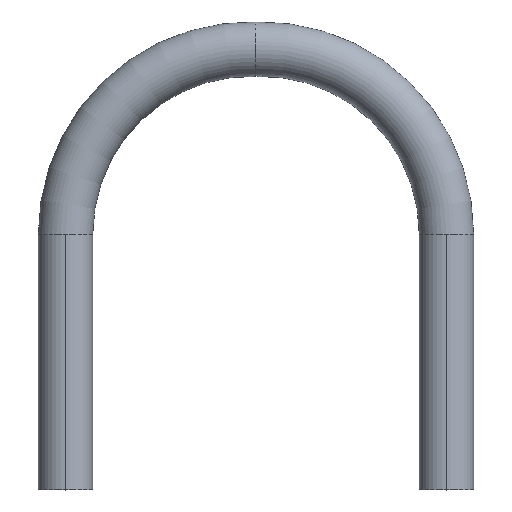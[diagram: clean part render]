
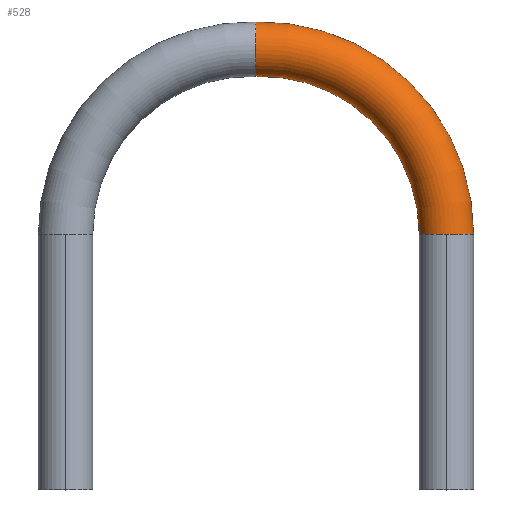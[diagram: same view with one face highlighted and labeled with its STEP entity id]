
A CAD part, top view. The second image highlights one B-rep face of the part: STEP entity #528.
In plain terms, the highlighted toroidal (fillet/blend) face has major radius 85 mm and minor radius 12.5 mm.
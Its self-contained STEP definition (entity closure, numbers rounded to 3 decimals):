
#4 = B_SPLINE_CURVE_WITH_KNOTS ( 'NONE', 3,
 ( #292, #294, #298, #299, #300, #301, #302, #303, #304, #305, #306, #308, #309, #310, #311, #312, #313, #314, #315, #316, #318, #320, #322, #323, #325, #326, #327, #328, #329, #330, #331, #333, #337, #338, #339, #340, #341, #342, #343, #485, #345, #358, #336, #214, #212, #211, #210 ),
 .UNSPECIFIED., .F., .F.,
 ( 4, 2, 2, 2, 2, 2, 2, 2, 2, 2, 2, 2, 2, 2, 2, 1, 2, 2, 2, 2, 2, 2, 2, 4 ),
 ( 0.03, 0.032, 0.033, 0.035, 0.037, 0.038, 0.039, 0.042, 0.044, 0.046, 0.047, 0.049, 0.052, 0.054, 0.055, 0.057, 0.058, 0.059, 0.061, 0.063, 0.064, 0.066, 0.068, 0.069 ),
 .UNSPECIFIED. ) ;
#26 = AXIS2_PLACEMENT_3D ( 'NONE', #130, #136, #125 ) ;
#48 = AXIS2_PLACEMENT_3D ( 'NONE', #190, #189, #188 ) ;
#50 = AXIS2_PLACEMENT_3D ( 'NONE', #201, #200, #199 ) ;
#55 = AXIS2_PLACEMENT_3D ( 'NONE', #284, #285, #287 ) ;
#75 = AXIS2_PLACEMENT_3D ( 'NONE', #178, #474, #213 ) ;
#85 = EDGE_CURVE ( 'NONE', #595, #623, #584, .T. ) ;
#113 = EDGE_CURVE ( 'NONE', #597, #627, #555, .T. ) ;
#116 = EDGE_CURVE ( 'NONE', #623, #625, #4, .T. ) ;
#118 = EDGE_CURVE ( 'NONE', #597, #625, #551, .T. ) ;
#121 = EDGE_CURVE ( 'NONE', #627, #595, #543, .T. ) ;
#124 = CARTESIAN_POINT ( 'NONE',  ( 12.5, 117.5, 0. ) ) ;
#125 = DIRECTION ( 'NONE',  ( 1., 0., 0. ) ) ;
#126 = CARTESIAN_POINT ( 'NONE',  ( -12.5, 117.5, 0. ) ) ;
#130 = CARTESIAN_POINT ( 'NONE',  ( -85., 117.5, 0. ) ) ;
#136 = DIRECTION ( 'NONE',  ( 0., 0., 1. ) ) ;
#178 = CARTESIAN_POINT ( 'NONE',  ( -85., 117.5, 0. ) ) ;
#188 = DIRECTION ( 'NONE',  ( -1., 0., 0. ) ) ;
#189 = DIRECTION ( 'NONE',  ( 0., 1., 0. ) ) ;
#190 = CARTESIAN_POINT ( 'NONE',  ( 0., 117.5, 0. ) ) ;
#199 = DIRECTION ( 'NONE',  ( 1., 0., 0. ) ) ;
#200 = DIRECTION ( 'NONE',  ( 0., 0., 1. ) ) ;
#201 = CARTESIAN_POINT ( 'NONE',  ( -85., 117.5, 0. ) ) ;
#210 = CARTESIAN_POINT ( 'NONE',  ( -87.5, 189.957, 0. ) ) ;
#211 = CARTESIAN_POINT ( 'NONE',  ( -87.5, 189.957, 0.408 ) ) ;
#212 = CARTESIAN_POINT ( 'NONE',  ( -87.5, 189.977, 0.816 ) ) ;
#213 = DIRECTION ( 'NONE',  ( 1., 0., 0. ) ) ;
#214 = CARTESIAN_POINT ( 'NONE',  ( -87.5, 190.057, 1.635 ) ) ;
#284 = CARTESIAN_POINT ( 'NONE',  ( 0., 117.5, 0. ) ) ;
#285 = DIRECTION ( 'NONE',  ( 0., 1., 0. ) ) ;
#287 = DIRECTION ( 'NONE',  ( -1., 0., 0. ) ) ;
#292 = CARTESIAN_POINT ( 'NONE',  ( -87.5, 214.968, 0. ) ) ;
#294 = CARTESIAN_POINT ( 'NONE',  ( -87.5, 214.968, 0.823 ) ) ;
#298 = CARTESIAN_POINT ( 'NONE',  ( -87.5, 214.887, 1.635 ) ) ;
#299 = CARTESIAN_POINT ( 'NONE',  ( -87.5, 214.649, 2.834 ) ) ;
#300 = CARTESIAN_POINT ( 'NONE',  ( -87.5, 214.55, 3.231 ) ) ;
#301 = CARTESIAN_POINT ( 'NONE',  ( -87.5, 214.311, 4.019 ) ) ;
#302 = CARTESIAN_POINT ( 'NONE',  ( -87.5, 214.172, 4.408 ) ) ;
#303 = CARTESIAN_POINT ( 'NONE',  ( -87.5, 213.702, 5.542 ) ) ;
#304 = CARTESIAN_POINT ( 'NONE',  ( -87.5, 213.318, 6.26 ) ) ;
#305 = CARTESIAN_POINT ( 'NONE',  ( -87.5, 212.636, 7.281 ) ) ;
#306 = CARTESIAN_POINT ( 'NONE',  ( -87.5, 212.389, 7.614 ) ) ;
#308 = CARTESIAN_POINT ( 'NONE',  ( -87.5, 211.867, 8.249 ) ) ;
#309 = CARTESIAN_POINT ( 'NONE',  ( -87.5, 211.593, 8.552 ) ) ;
#310 = CARTESIAN_POINT ( 'NONE',  ( -87.5, 210.728, 9.416 ) ) ;
#311 = CARTESIAN_POINT ( 'NONE',  ( -87.5, 210.098, 9.934 ) ) ;
#312 = CARTESIAN_POINT ( 'NONE',  ( -87.5, 208.726, 10.851 ) ) ;
#313 = CARTESIAN_POINT ( 'NONE',  ( -87.5, 208.003, 11.236 ) ) ;
#314 = CARTESIAN_POINT ( 'NONE',  ( -87.5, 206.874, 11.704 ) ) ;
#315 = CARTESIAN_POINT ( 'NONE',  ( -87.5, 206.49, 11.841 ) ) ;
#316 = CARTESIAN_POINT ( 'NONE',  ( -87.5, 205.705, 12.08 ) ) ;
#318 = CARTESIAN_POINT ( 'NONE',  ( -87.5, 205.303, 12.18 ) ) ;
#320 = CARTESIAN_POINT ( 'NONE',  ( -87.5, 204.096, 12.42 ) ) ;
#322 = CARTESIAN_POINT ( 'NONE',  ( -87.5, 203.285, 12.5 ) ) ;
#323 = CARTESIAN_POINT ( 'NONE',  ( -87.5, 201.652, 12.5 ) ) ;
#325 = CARTESIAN_POINT ( 'NONE',  ( -87.5, 200.823, 12.419 ) ) ;
#326 = CARTESIAN_POINT ( 'NONE',  ( -87.5, 199.222, 12.1 ) ) ;
#327 = CARTESIAN_POINT ( 'NONE',  ( -87.5, 198.442, 11.865 ) ) ;
#328 = CARTESIAN_POINT ( 'NONE',  ( -87.5, 197.303, 11.394 ) ) ;
#329 = CARTESIAN_POINT ( 'NONE',  ( -87.5, 196.929, 11.217 ) ) ;
#330 = CARTESIAN_POINT ( 'NONE',  ( -87.5, 196.206, 10.831 ) ) ;
#331 = CARTESIAN_POINT ( 'NONE',  ( -87.5, 195.506, 10.411 ) ) ;
#333 = CARTESIAN_POINT ( 'NONE',  ( -87.5, 194.851, 9.926 ) ) ;
#336 = CARTESIAN_POINT ( 'NONE',  ( -87.5, 190.118, 2.044 ) ) ;
#337 = CARTESIAN_POINT ( 'NONE',  ( -87.5, 194.219, 9.408 ) ) ;
#338 = CARTESIAN_POINT ( 'NONE',  ( -87.5, 193.913, 9.131 ) ) ;
#339 = CARTESIAN_POINT ( 'NONE',  ( -87.5, 193.038, 8.258 ) ) ;
#340 = CARTESIAN_POINT ( 'NONE',  ( -87.5, 192.521, 7.627 ) ) ;
#341 = CARTESIAN_POINT ( 'NONE',  ( -87.5, 191.841, 6.611 ) ) ;
#342 = CARTESIAN_POINT ( 'NONE',  ( -87.5, 191.631, 6.26 ) ) ;
#343 = CARTESIAN_POINT ( 'NONE',  ( -87.5, 191.242, 5.535 ) ) ;
#345 = CARTESIAN_POINT ( 'NONE',  ( -87.5, 190.595, 4.027 ) ) ;
#358 = CARTESIAN_POINT ( 'NONE',  ( -87.5, 190.359, 3.248 ) ) ;
#410 = CARTESIAN_POINT ( 'NONE',  ( 0., 117.5, 12.5 ) ) ;
#436 = CARTESIAN_POINT ( 'NONE',  ( -87.5, 214.968, 0. ) ) ;
#474 = DIRECTION ( 'NONE',  ( 0., 0., 1. ) ) ;
#485 = CARTESIAN_POINT ( 'NONE',  ( -87.5, 191.065, 5.161 ) ) ;
#505 = CARTESIAN_POINT ( 'NONE',  ( -87.5, 189.957, 0. ) ) ;
#528 = ADVANCED_FACE ( 'NONE', ( #753 ), #752, .T. ) ;
#543 = CIRCLE ( 'NONE', #48, 12.5 ) ;
#551 = CIRCLE ( 'NONE', #50, 72.5 ) ;
#555 = CIRCLE ( 'NONE', #55, 12.5 ) ;
#584 = CIRCLE ( 'NONE', #75, 97.5 ) ;
#595 = VERTEX_POINT ( 'NONE', #124 ) ;
#597 = VERTEX_POINT ( 'NONE', #126 ) ;
#610 = EDGE_LOOP ( 'NONE', ( #619, #687, #737, #677, #696 ) ) ;
#619 = ORIENTED_EDGE ( 'NONE', *, *, #121, .T. ) ;
#623 = VERTEX_POINT ( 'NONE', #436 ) ;
#625 = VERTEX_POINT ( 'NONE', #505 ) ;
#627 = VERTEX_POINT ( 'NONE', #410 ) ;
#677 = ORIENTED_EDGE ( 'NONE', *, *, #118, .F. ) ;
#687 = ORIENTED_EDGE ( 'NONE', *, *, #85, .T. ) ;
#696 = ORIENTED_EDGE ( 'NONE', *, *, #113, .T. ) ;
#737 = ORIENTED_EDGE ( 'NONE', *, *, #116, .T. ) ;
#752 = TOROIDAL_SURFACE ( 'NONE', #26, 85., 12.5 ) ;
#753 = FACE_OUTER_BOUND ( 'NONE', #610, .T. ) ;
